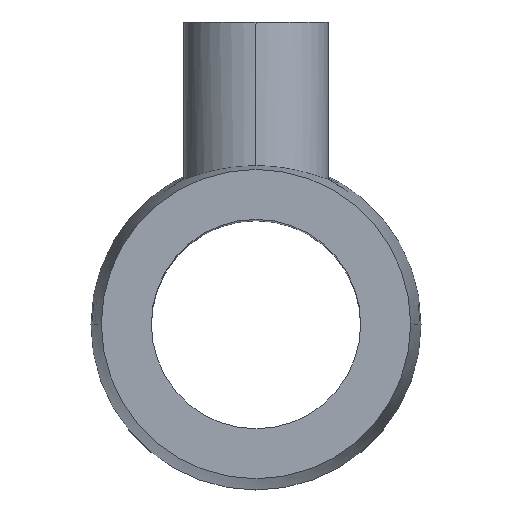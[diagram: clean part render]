
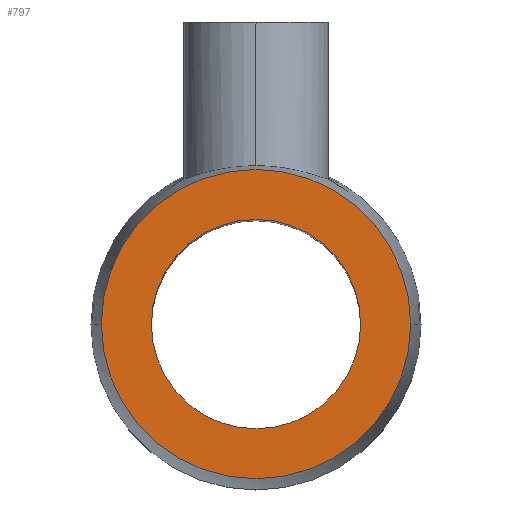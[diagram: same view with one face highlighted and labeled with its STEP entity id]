
A CAD part, top view. The second image highlights one B-rep face of the part: STEP entity #797.
In plain terms, the highlighted planar face has unit normal (0, 0, 1).
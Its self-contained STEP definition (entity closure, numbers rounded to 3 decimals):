
#12 = EDGE_CURVE ( 'NONE', #566, #860, #38, .T. ) ;
#22 = CARTESIAN_POINT ( 'NONE',  ( 15., 0., 37.5 ) ) ;
#26 = DIRECTION ( 'NONE',  ( 0., 0., 1. ) ) ;
#38 = CIRCLE ( 'NONE', #656, 15. ) ;
#48 = PLANE ( 'NONE',  #900 ) ;
#51 = AXIS2_PLACEMENT_3D ( 'NONE', #261, #26, #558 ) ;
#57 = EDGE_CURVE ( 'NONE', #814, #424, #102, .T. ) ;
#73 = AXIS2_PLACEMENT_3D ( 'NONE', #318, #755, #910 ) ;
#102 = CIRCLE ( 'NONE', #230, 10.15 ) ;
#145 = EDGE_LOOP ( 'NONE', ( #167, #342 ) ) ;
#167 = ORIENTED_EDGE ( 'NONE', *, *, #503, .F. ) ;
#204 = FACE_OUTER_BOUND ( 'NONE', #575, .T. ) ;
#230 = AXIS2_PLACEMENT_3D ( 'NONE', #781, #777, #334 ) ;
#261 = CARTESIAN_POINT ( 'NONE',  ( 0., 0., 37.5 ) ) ;
#318 = CARTESIAN_POINT ( 'NONE',  ( 0., 0., 37.5 ) ) ;
#334 = DIRECTION ( 'NONE',  ( 1., 0., 0. ) ) ;
#342 = ORIENTED_EDGE ( 'NONE', *, *, #57, .F. ) ;
#353 = DIRECTION ( 'NONE',  ( -1., 0., 0. ) ) ;
#371 = ORIENTED_EDGE ( 'NONE', *, *, #12, .T. ) ;
#421 = CARTESIAN_POINT ( 'NONE',  ( -15., 0., 37.5 ) ) ;
#424 = VERTEX_POINT ( 'NONE', #967 ) ;
#463 = DIRECTION ( 'NONE',  ( 0., 0., 1. ) ) ;
#503 = EDGE_CURVE ( 'NONE', #424, #814, #920, .T. ) ;
#507 = FACE_BOUND ( 'NONE', #145, .T. ) ;
#558 = DIRECTION ( 'NONE',  ( 1., 0., 0. ) ) ;
#566 = VERTEX_POINT ( 'NONE', #22 ) ;
#571 = CARTESIAN_POINT ( 'NONE',  ( -10.15, 0., 37.5 ) ) ;
#575 = EDGE_LOOP ( 'NONE', ( #371, #715 ) ) ;
#581 = CARTESIAN_POINT ( 'NONE',  ( 0., 15., 37.5 ) ) ;
#595 = EDGE_CURVE ( 'NONE', #860, #566, #947, .T. ) ;
#656 = AXIS2_PLACEMENT_3D ( 'NONE', #911, #463, #762 ) ;
#715 = ORIENTED_EDGE ( 'NONE', *, *, #595, .T. ) ;
#755 = DIRECTION ( 'NONE',  ( 0., 0., 1. ) ) ;
#762 = DIRECTION ( 'NONE',  ( 1., 0., 0. ) ) ;
#777 = DIRECTION ( 'NONE',  ( 0., 0., 1. ) ) ;
#781 = CARTESIAN_POINT ( 'NONE',  ( 0., 0., 37.5 ) ) ;
#795 = DIRECTION ( 'NONE',  ( 0., 0., -1. ) ) ;
#797 = ADVANCED_FACE ( 'NONE', ( #507, #204 ), #48, .F. ) ;
#814 = VERTEX_POINT ( 'NONE', #571 ) ;
#860 = VERTEX_POINT ( 'NONE', #421 ) ;
#900 = AXIS2_PLACEMENT_3D ( 'NONE', #581, #795, #353 ) ;
#910 = DIRECTION ( 'NONE',  ( 1., 0., 0. ) ) ;
#911 = CARTESIAN_POINT ( 'NONE',  ( 0., 0., 37.5 ) ) ;
#920 = CIRCLE ( 'NONE', #73, 10.15 ) ;
#947 = CIRCLE ( 'NONE', #51, 15. ) ;
#967 = CARTESIAN_POINT ( 'NONE',  ( 10.15, 0., 37.5 ) ) ;
